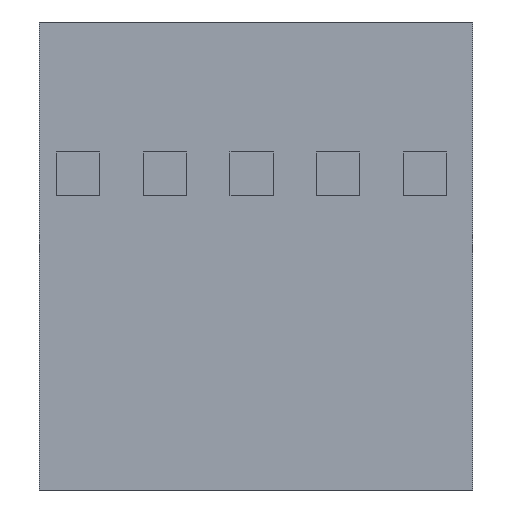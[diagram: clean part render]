
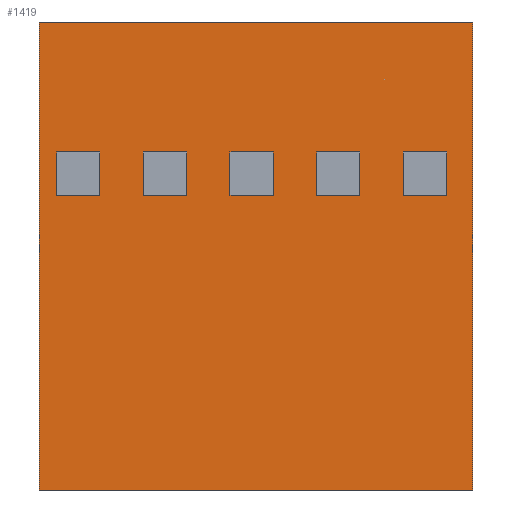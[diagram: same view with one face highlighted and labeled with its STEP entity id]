
A CAD part, front view. The second image highlights one B-rep face of the part: STEP entity #1419.
In plain terms, the highlighted planar face has unit normal (0, -1, 0).
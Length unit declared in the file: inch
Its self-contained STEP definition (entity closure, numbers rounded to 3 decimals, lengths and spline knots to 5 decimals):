
#18=LINE($,#1895,#190);
#22=LINE($,#1903,#194);
#25=LINE($,#1909,#197);
#28=LINE($,#1914,#200);
#30=LINE($,#1926,#202);
#34=LINE($,#1934,#206);
#37=LINE($,#1940,#209);
#40=LINE($,#1945,#212);
#42=LINE($,#1957,#214);
#46=LINE($,#1965,#218);
#49=LINE($,#1971,#221);
#52=LINE($,#1976,#224);
#54=LINE($,#1988,#226);
#58=LINE($,#1996,#230);
#61=LINE($,#2002,#233);
#64=LINE($,#2007,#236);
#91=LINE($,#2063,#263);
#154=LINE($,#2194,#326);
#158=LINE($,#2202,#330);
#161=LINE($,#2208,#333);
#164=LINE($,#2213,#336);
#182=LINE($,#2257,#354);
#185=LINE($,#2263,#357);
#188=LINE($,#2268,#360);
#190=VECTOR($,#1531,0.05);
#194=VECTOR($,#1537,0.05);
#197=VECTOR($,#1542,0.05);
#200=VECTOR($,#1547,0.05);
#202=VECTOR($,#1561,0.05);
#206=VECTOR($,#1567,0.05);
#209=VECTOR($,#1572,0.05);
#212=VECTOR($,#1577,0.05);
#214=VECTOR($,#1591,0.05);
#218=VECTOR($,#1597,0.05);
#221=VECTOR($,#1602,0.05);
#224=VECTOR($,#1607,0.05);
#226=VECTOR($,#1621,0.05);
#230=VECTOR($,#1627,0.05);
#233=VECTOR($,#1632,0.05);
#236=VECTOR($,#1637,0.05);
#263=VECTOR($,#1680,0.5);
#326=VECTOR($,#1805,0.05);
#330=VECTOR($,#1811,0.05);
#333=VECTOR($,#1816,0.05);
#336=VECTOR($,#1821,0.05);
#354=VECTOR($,#1869,0.54);
#357=VECTOR($,#1874,0.54);
#360=VECTOR($,#1879,0.5);
#442=PLANE($,#1518);
#460=FACE_BOUND($,#649,.T.);
#461=FACE_BOUND($,#650,.T.);
#462=FACE_BOUND($,#651,.T.);
#463=FACE_BOUND($,#652,.T.);
#464=FACE_BOUND($,#653,.T.);
#465=FACE_BOUND($,#654,.T.);
#649=EDGE_LOOP($,(#1305,#1306,#1307,#1308));
#650=EDGE_LOOP($,(#1309,#1310,#1311,#1312));
#651=EDGE_LOOP($,(#1313,#1314,#1315,#1316));
#652=EDGE_LOOP($,(#1317,#1318,#1319,#1320));
#653=EDGE_LOOP($,(#1321,#1322,#1323,#1324));
#654=EDGE_LOOP($,(#1325,#1326,#1327,#1328));
#667=VERTEX_POINT($,#1893);
#668=VERTEX_POINT($,#1894);
#671=VERTEX_POINT($,#1902);
#673=VERTEX_POINT($,#1908);
#677=VERTEX_POINT($,#1924);
#678=VERTEX_POINT($,#1925);
#681=VERTEX_POINT($,#1933);
#683=VERTEX_POINT($,#1939);
#687=VERTEX_POINT($,#1955);
#688=VERTEX_POINT($,#1956);
#691=VERTEX_POINT($,#1964);
#693=VERTEX_POINT($,#1970);
#697=VERTEX_POINT($,#1986);
#698=VERTEX_POINT($,#1987);
#701=VERTEX_POINT($,#1995);
#703=VERTEX_POINT($,#2001);
#724=VERTEX_POINT($,#2061);
#725=VERTEX_POINT($,#2062);
#761=VERTEX_POINT($,#2192);
#762=VERTEX_POINT($,#2193);
#765=VERTEX_POINT($,#2201);
#767=VERTEX_POINT($,#2207);
#779=VERTEX_POINT($,#2256);
#781=VERTEX_POINT($,#2262);
#785=EDGE_CURVE($,#667,#668,#18,.T.);
#789=EDGE_CURVE($,#671,#667,#22,.T.);
#792=EDGE_CURVE($,#673,#671,#25,.T.);
#795=EDGE_CURVE($,#668,#673,#28,.T.);
#799=EDGE_CURVE($,#677,#678,#30,.T.);
#803=EDGE_CURVE($,#681,#677,#34,.T.);
#806=EDGE_CURVE($,#683,#681,#37,.T.);
#809=EDGE_CURVE($,#678,#683,#40,.T.);
#813=EDGE_CURVE($,#687,#688,#42,.T.);
#817=EDGE_CURVE($,#691,#687,#46,.T.);
#820=EDGE_CURVE($,#693,#691,#49,.T.);
#823=EDGE_CURVE($,#688,#693,#52,.T.);
#827=EDGE_CURVE($,#697,#698,#54,.T.);
#831=EDGE_CURVE($,#701,#697,#58,.T.);
#834=EDGE_CURVE($,#703,#701,#61,.T.);
#837=EDGE_CURVE($,#698,#703,#64,.T.);
#864=EDGE_CURVE($,#724,#725,#91,.T.);
#927=EDGE_CURVE($,#761,#762,#154,.T.);
#931=EDGE_CURVE($,#765,#761,#158,.T.);
#934=EDGE_CURVE($,#767,#765,#161,.T.);
#937=EDGE_CURVE($,#762,#767,#164,.T.);
#957=EDGE_CURVE($,#725,#779,#182,.T.);
#960=EDGE_CURVE($,#781,#724,#185,.T.);
#963=EDGE_CURVE($,#779,#781,#188,.T.);
#1305=ORIENTED_EDGE($,*,*,#785,.T.);
#1306=ORIENTED_EDGE($,*,*,#795,.T.);
#1307=ORIENTED_EDGE($,*,*,#792,.T.);
#1308=ORIENTED_EDGE($,*,*,#789,.T.);
#1309=ORIENTED_EDGE($,*,*,#799,.T.);
#1310=ORIENTED_EDGE($,*,*,#809,.T.);
#1311=ORIENTED_EDGE($,*,*,#806,.T.);
#1312=ORIENTED_EDGE($,*,*,#803,.T.);
#1313=ORIENTED_EDGE($,*,*,#813,.T.);
#1314=ORIENTED_EDGE($,*,*,#823,.T.);
#1315=ORIENTED_EDGE($,*,*,#820,.T.);
#1316=ORIENTED_EDGE($,*,*,#817,.T.);
#1317=ORIENTED_EDGE($,*,*,#827,.T.);
#1318=ORIENTED_EDGE($,*,*,#837,.T.);
#1319=ORIENTED_EDGE($,*,*,#834,.T.);
#1320=ORIENTED_EDGE($,*,*,#831,.T.);
#1321=ORIENTED_EDGE($,*,*,#927,.T.);
#1322=ORIENTED_EDGE($,*,*,#937,.T.);
#1323=ORIENTED_EDGE($,*,*,#934,.T.);
#1324=ORIENTED_EDGE($,*,*,#931,.T.);
#1325=ORIENTED_EDGE($,*,*,#963,.F.);
#1326=ORIENTED_EDGE($,*,*,#957,.F.);
#1327=ORIENTED_EDGE($,*,*,#864,.F.);
#1328=ORIENTED_EDGE($,*,*,#960,.F.);
#1419=ADVANCED_FACE($,(#460,#461,#462,#463,#464,#465),#442,.T.);
#1518=AXIS2_PLACEMENT_3D($,#2271,#1883,#1884);
#1531=DIRECTION($,(0.,0.,1.));
#1537=DIRECTION($,(-1.,0.,0.));
#1542=DIRECTION($,(0.,0.,-1.));
#1547=DIRECTION($,(1.,0.,0.));
#1561=DIRECTION($,(0.,0.,1.));
#1567=DIRECTION($,(-1.,0.,0.));
#1572=DIRECTION($,(0.,0.,-1.));
#1577=DIRECTION($,(1.,0.,0.));
#1591=DIRECTION($,(0.,0.,1.));
#1597=DIRECTION($,(-1.,0.,0.));
#1602=DIRECTION($,(0.,0.,-1.));
#1607=DIRECTION($,(1.,0.,0.));
#1621=DIRECTION($,(0.,0.,1.));
#1627=DIRECTION($,(-1.,0.,0.));
#1632=DIRECTION($,(0.,0.,-1.));
#1637=DIRECTION($,(1.,0.,0.));
#1680=DIRECTION($,(1.,0.,0.));
#1805=DIRECTION($,(0.,0.,1.));
#1811=DIRECTION($,(-1.,0.,0.));
#1816=DIRECTION($,(0.,0.,-1.));
#1821=DIRECTION($,(1.,0.,0.));
#1869=DIRECTION($,(0.,0.,-1.));
#1874=DIRECTION($,(0.,0.,1.));
#1879=DIRECTION($,(-1.,0.,0.));
#1883=DIRECTION('center_axis',(0.,-1.,0.));
#1884=DIRECTION('ref_axis',(0.,0.,-1.));
#1893=CARTESIAN_POINT('',(-0.08,0.,0.34));
#1894=CARTESIAN_POINT('',(-0.08,0.,0.39));
#1895=CARTESIAN_POINT($,(-0.08,0.,0.305));
#1902=CARTESIAN_POINT('',(-0.03,0.,0.34));
#1903=CARTESIAN_POINT($,(-0.14,0.,0.34));
#1908=CARTESIAN_POINT('',(-0.03,0.,0.39));
#1909=CARTESIAN_POINT($,(-0.03,0.,0.33));
#1914=CARTESIAN_POINT($,(-0.165,0.,0.39));
#1924=CARTESIAN_POINT('',(-0.18,0.,0.34));
#1925=CARTESIAN_POINT('',(-0.18,0.,0.39));
#1926=CARTESIAN_POINT($,(-0.18,0.,0.305));
#1933=CARTESIAN_POINT('',(-0.13,0.,0.34));
#1934=CARTESIAN_POINT($,(-0.19,0.,0.34));
#1939=CARTESIAN_POINT('',(-0.13,0.,0.39));
#1940=CARTESIAN_POINT($,(-0.13,0.,0.33));
#1945=CARTESIAN_POINT($,(-0.215,0.,0.39));
#1955=CARTESIAN_POINT('',(-0.28,0.,0.34));
#1956=CARTESIAN_POINT('',(-0.28,0.,0.39));
#1957=CARTESIAN_POINT($,(-0.28,0.,0.305));
#1964=CARTESIAN_POINT('',(-0.23,0.,0.34));
#1965=CARTESIAN_POINT($,(-0.24,0.,0.34));
#1970=CARTESIAN_POINT('',(-0.23,0.,0.39));
#1971=CARTESIAN_POINT($,(-0.23,0.,0.33));
#1976=CARTESIAN_POINT($,(-0.265,0.,0.39));
#1986=CARTESIAN_POINT('',(-0.38,0.,0.34));
#1987=CARTESIAN_POINT('',(-0.38,0.,0.39));
#1988=CARTESIAN_POINT($,(-0.38,0.,0.305));
#1995=CARTESIAN_POINT('',(-0.33,0.,0.34));
#1996=CARTESIAN_POINT($,(-0.29,0.,0.34));
#2001=CARTESIAN_POINT('',(-0.33,0.,0.39));
#2002=CARTESIAN_POINT($,(-0.33,0.,0.33));
#2007=CARTESIAN_POINT($,(-0.315,0.,0.39));
#2061=CARTESIAN_POINT('',(-0.5,0.,0.54));
#2062=CARTESIAN_POINT('',(0.,0.,0.54));
#2063=CARTESIAN_POINT($,(-0.5,0.,0.54));
#2192=CARTESIAN_POINT('',(-0.48,0.,0.34));
#2193=CARTESIAN_POINT('',(-0.48,0.,0.39));
#2194=CARTESIAN_POINT($,(-0.48,0.,0.305));
#2201=CARTESIAN_POINT('',(-0.43,0.,0.34));
#2202=CARTESIAN_POINT($,(-0.34,0.,0.34));
#2207=CARTESIAN_POINT('',(-0.43,0.,0.39));
#2208=CARTESIAN_POINT($,(-0.43,0.,0.33));
#2213=CARTESIAN_POINT($,(-0.365,0.,0.39));
#2256=CARTESIAN_POINT('',(0.,0.,0.));
#2257=CARTESIAN_POINT($,(0.,0.,0.54));
#2262=CARTESIAN_POINT('',(-0.5,0.,0.));
#2263=CARTESIAN_POINT($,(-0.5,0.,0.));
#2268=CARTESIAN_POINT($,(0.,0.,0.));
#2271=CARTESIAN_POINT('Origin',(-0.25,0.,0.27));
